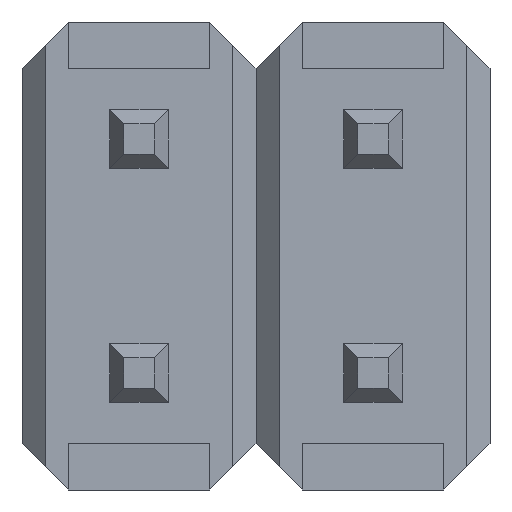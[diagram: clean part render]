
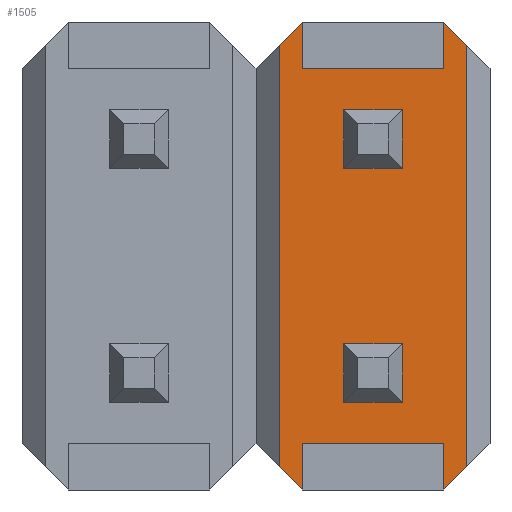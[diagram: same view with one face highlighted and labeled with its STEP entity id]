
A CAD part, front view. The second image highlights one B-rep face of the part: STEP entity #1505.
In plain terms, the highlighted planar face has unit normal (0, -1, 0).
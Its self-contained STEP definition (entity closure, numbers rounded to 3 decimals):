
#230=DIRECTION('',(-0.707,0.,-0.707));
#231=VECTOR('',#230,0.354);
#232=CARTESIAN_POINT('',(6.1,-1.94,-2.29));
#233=LINE('',#232,#231);
#258=DIRECTION('',(0.,0.,-1.));
#259=VECTOR('',#258,0.5);
#260=CARTESIAN_POINT('',(5.85,-1.94,-2.04));
#261=LINE('',#260,#259);
#265=DIRECTION('',(1.,0.,0.));
#266=VECTOR('',#265,1.54);
#267=CARTESIAN_POINT('',(4.31,-1.94,-2.04));
#268=LINE('',#267,#266);
#272=DIRECTION('',(0.,0.,1.));
#273=VECTOR('',#272,0.5);
#274=CARTESIAN_POINT('',(4.31,-1.94,-2.54));
#275=LINE('',#274,#273);
#279=DIRECTION('',(0.,0.,1.));
#280=VECTOR('',#279,0.5);
#281=CARTESIAN_POINT('',(4.31,-1.94,2.04));
#282=LINE('',#281,#280);
#286=DIRECTION('',(-1.,0.,0.));
#287=VECTOR('',#286,1.54);
#288=CARTESIAN_POINT('',(5.85,-1.94,2.04));
#289=LINE('',#288,#287);
#293=DIRECTION('',(0.,0.,-1.));
#294=VECTOR('',#293,0.5);
#295=CARTESIAN_POINT('',(5.85,-1.94,2.54));
#296=LINE('',#295,#294);
#300=DIRECTION('',(1.,0.,0.));
#301=VECTOR('',#300,0.64);
#302=CARTESIAN_POINT('',(4.76,-1.94,1.59));
#303=LINE('',#302,#301);
#307=DIRECTION('',(0.,0.,1.));
#308=VECTOR('',#307,0.64);
#309=CARTESIAN_POINT('',(4.76,-1.94,0.95));
#310=LINE('',#309,#308);
#314=DIRECTION('',(-1.,0.,0.));
#315=VECTOR('',#314,0.64);
#316=CARTESIAN_POINT('',(5.4,-1.94,0.95));
#317=LINE('',#316,#315);
#321=DIRECTION('',(0.,0.,-1.));
#322=VECTOR('',#321,0.64);
#323=CARTESIAN_POINT('',(5.4,-1.94,1.59));
#324=LINE('',#323,#322);
#328=DIRECTION('',(0.,0.,-1.));
#329=VECTOR('',#328,0.64);
#330=CARTESIAN_POINT('',(5.4,-1.94,-0.95));
#331=LINE('',#330,#329);
#335=DIRECTION('',(1.,0.,0.));
#336=VECTOR('',#335,0.64);
#337=CARTESIAN_POINT('',(4.76,-1.94,-0.95));
#338=LINE('',#337,#336);
#342=DIRECTION('',(0.,0.,1.));
#343=VECTOR('',#342,0.64);
#344=CARTESIAN_POINT('',(4.76,-1.94,-1.59));
#345=LINE('',#344,#343);
#349=DIRECTION('',(-1.,0.,0.));
#350=VECTOR('',#349,0.64);
#351=CARTESIAN_POINT('',(5.4,-1.94,-1.59));
#352=LINE('',#351,#350);
#370=DIRECTION('',(0.,0.,1.));
#371=VECTOR('',#370,4.58);
#372=CARTESIAN_POINT('',(6.1,-1.94,-2.29));
#373=LINE('',#372,#371);
#384=DIRECTION('',(0.707,0.,-0.707));
#385=VECTOR('',#384,0.354);
#386=CARTESIAN_POINT('',(5.85,-1.94,2.54));
#387=LINE('',#386,#385);
#524=DIRECTION('',(-0.707,0.,0.707));
#525=VECTOR('',#524,0.354);
#526=CARTESIAN_POINT('',(4.31,-1.94,-2.54));
#527=LINE('',#526,#525);
#804=DIRECTION('',(0.,0.,-1.));
#805=VECTOR('',#804,4.58);
#806=CARTESIAN_POINT('',(4.06,-1.94,2.29));
#807=LINE('',#806,#805);
#818=DIRECTION('',(0.707,0.,0.707));
#819=VECTOR('',#818,0.354);
#820=CARTESIAN_POINT('',(4.06,-1.94,2.29));
#821=LINE('',#820,#819);
#1217=CARTESIAN_POINT('',(5.85,-1.94,2.04));
#1218=CARTESIAN_POINT('',(4.31,-1.94,2.04));
#1219=VERTEX_POINT('',#1217);
#1220=VERTEX_POINT('',#1218);
#1221=CARTESIAN_POINT('',(4.31,-1.94,-2.04));
#1222=CARTESIAN_POINT('',(5.85,-1.94,-2.04));
#1223=VERTEX_POINT('',#1221);
#1224=VERTEX_POINT('',#1222);
#1241=CARTESIAN_POINT('',(5.85,-1.94,2.54));
#1242=VERTEX_POINT('',#1241);
#1243=CARTESIAN_POINT('',(4.31,-1.94,2.54));
#1244=VERTEX_POINT('',#1243);
#1245=CARTESIAN_POINT('',(4.31,-1.94,-2.54));
#1246=VERTEX_POINT('',#1245);
#1247=CARTESIAN_POINT('',(5.85,-1.94,-2.54));
#1248=VERTEX_POINT('',#1247);
#1261=CARTESIAN_POINT('',(6.1,-1.94,-2.29));
#1262=CARTESIAN_POINT('',(6.1,-1.94,2.29));
#1263=VERTEX_POINT('',#1261);
#1264=VERTEX_POINT('',#1262);
#1269=CARTESIAN_POINT('',(4.06,-1.94,2.29));
#1270=CARTESIAN_POINT('',(4.06,-1.94,-2.29));
#1271=VERTEX_POINT('',#1269);
#1272=VERTEX_POINT('',#1270);
#1289=CARTESIAN_POINT('',(4.76,-1.94,1.59));
#1290=CARTESIAN_POINT('',(5.4,-1.94,1.59));
#1291=VERTEX_POINT('',#1289);
#1292=VERTEX_POINT('',#1290);
#1293=CARTESIAN_POINT('',(5.4,-1.94,0.95));
#1294=VERTEX_POINT('',#1293);
#1295=CARTESIAN_POINT('',(4.76,-1.94,0.95));
#1296=VERTEX_POINT('',#1295);
#1297=CARTESIAN_POINT('',(5.4,-1.94,-0.95));
#1298=CARTESIAN_POINT('',(5.4,-1.94,-1.59));
#1299=VERTEX_POINT('',#1297);
#1300=VERTEX_POINT('',#1298);
#1301=CARTESIAN_POINT('',(4.76,-1.94,-1.59));
#1302=VERTEX_POINT('',#1301);
#1303=CARTESIAN_POINT('',(4.76,-1.94,-0.95));
#1304=VERTEX_POINT('',#1303);
#1455=CARTESIAN_POINT('',(0.,-1.94,0.));
#1456=DIRECTION('',(0.,-1.,0.));
#1457=DIRECTION('',(0.,0.,-1.));
#1458=AXIS2_PLACEMENT_3D('',#1455,#1456,#1457);
#1459=PLANE('',#1458);
#1461=ORIENTED_EDGE('',*,*,#1460,.F.);
#1462=ORIENTED_EDGE('',*,*,#1442,.T.);
#1464=ORIENTED_EDGE('',*,*,#1463,.F.);
#1466=ORIENTED_EDGE('',*,*,#1465,.F.);
#1468=ORIENTED_EDGE('',*,*,#1467,.F.);
#1470=ORIENTED_EDGE('',*,*,#1469,.T.);
#1472=ORIENTED_EDGE('',*,*,#1471,.F.);
#1474=ORIENTED_EDGE('',*,*,#1473,.T.);
#1476=ORIENTED_EDGE('',*,*,#1475,.F.);
#1478=ORIENTED_EDGE('',*,*,#1477,.F.);
#1480=ORIENTED_EDGE('',*,*,#1479,.F.);
#1482=ORIENTED_EDGE('',*,*,#1481,.T.);
#1483=EDGE_LOOP('',(#1461,#1462,#1464,#1466,#1468,#1470,#1472,#1474,#1476,#1478,
#1480,#1482));
#1484=FACE_OUTER_BOUND('',#1483,.F.);
#1486=ORIENTED_EDGE('',*,*,#1485,.F.);
#1488=ORIENTED_EDGE('',*,*,#1487,.F.);
#1490=ORIENTED_EDGE('',*,*,#1489,.F.);
#1492=ORIENTED_EDGE('',*,*,#1491,.F.);
#1493=EDGE_LOOP('',(#1486,#1488,#1490,#1492));
#1494=FACE_BOUND('',#1493,.F.);
#1496=ORIENTED_EDGE('',*,*,#1495,.F.);
#1498=ORIENTED_EDGE('',*,*,#1497,.F.);
#1500=ORIENTED_EDGE('',*,*,#1499,.F.);
#1502=ORIENTED_EDGE('',*,*,#1501,.F.);
#1503=EDGE_LOOP('',(#1496,#1498,#1500,#1502));
#1504=FACE_BOUND('',#1503,.F.);
#1505=ADVANCED_FACE('',(#1484,#1494,#1504),#1459,.T.);
#1442=EDGE_CURVE('',#1263,#1248,#233,.T.);
#1460=EDGE_CURVE('',#1263,#1264,#373,.T.);
#1463=EDGE_CURVE('',#1224,#1248,#261,.T.);
#1465=EDGE_CURVE('',#1223,#1224,#268,.T.);
#1467=EDGE_CURVE('',#1246,#1223,#275,.T.);
#1469=EDGE_CURVE('',#1246,#1272,#527,.T.);
#1471=EDGE_CURVE('',#1271,#1272,#807,.T.);
#1473=EDGE_CURVE('',#1271,#1244,#821,.T.);
#1475=EDGE_CURVE('',#1220,#1244,#282,.T.);
#1477=EDGE_CURVE('',#1219,#1220,#289,.T.);
#1479=EDGE_CURVE('',#1242,#1219,#296,.T.);
#1481=EDGE_CURVE('',#1242,#1264,#387,.T.);
#1485=EDGE_CURVE('',#1291,#1292,#303,.T.);
#1487=EDGE_CURVE('',#1296,#1291,#310,.T.);
#1489=EDGE_CURVE('',#1294,#1296,#317,.T.);
#1491=EDGE_CURVE('',#1292,#1294,#324,.T.);
#1495=EDGE_CURVE('',#1299,#1300,#331,.T.);
#1497=EDGE_CURVE('',#1304,#1299,#338,.T.);
#1499=EDGE_CURVE('',#1302,#1304,#345,.T.);
#1501=EDGE_CURVE('',#1300,#1302,#352,.T.);
